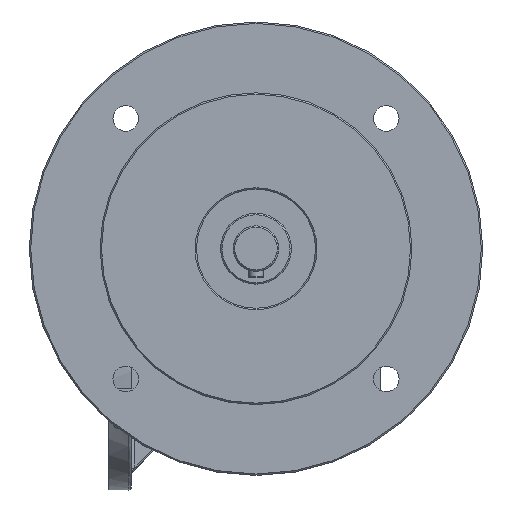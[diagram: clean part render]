
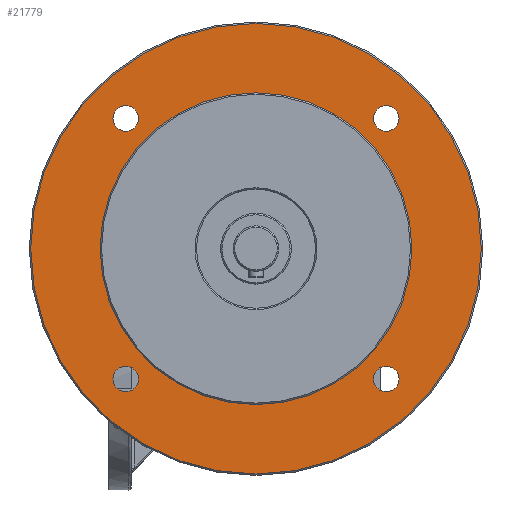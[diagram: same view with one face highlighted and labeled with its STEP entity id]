
A CAD part, top view. The second image highlights one B-rep face of the part: STEP entity #21779.
In plain terms, the highlighted free-form (B-spline) face has degree [1, 1] with [2, 2] control points.
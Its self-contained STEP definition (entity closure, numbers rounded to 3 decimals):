
#21693=CARTESIAN_POINT('',(52.,-39.5,75.));
#21694=VERTEX_POINT('',#21693);
#21695=CARTESIAN_POINT('',(52.0,40.,75.));
#21696=DIRECTION('',(0.0,0.0,1.0));
#21697=DIRECTION('',(0.0,1.0,0.0));
#21698=AXIS2_PLACEMENT_3D('',#21695,#21696,#21697);
#21699=CIRCLE('',#21698,79.5);
#21700=EDGE_CURVE('',#21694,#21694,#21699,.T.);
#21716=CARTESIAN_POINT('',(131.5,119.5,75.));
#21717=CARTESIAN_POINT('',(-27.5,119.5,75.));
#21718=CARTESIAN_POINT('',(131.5,-39.5,75.));
#21719=CARTESIAN_POINT('',(-27.5,-39.5,75.));
#21720=B_SPLINE_SURFACE_WITH_KNOTS('',1,1,((#21716,#21718),(#21717,#21719)),.UNSPECIFIED.,.F.,.F.,.U.,(2,2),(2,2),(0.0,159.0),(0.0,159.0),.UNSPECIFIED.);
#21721=ORIENTED_EDGE('',*,*,#21700,.T.);
#21722=EDGE_LOOP('',(#21721));
#21723=FACE_OUTER_BOUND('',#21722,.T.);
#21724=CARTESIAN_POINT('',(52.0,-15.,75.0));
#21725=VERTEX_POINT('',#21724);
#21726=CARTESIAN_POINT('',(52.0,40.,75.));
#21727=DIRECTION('',(0.0,0.0,1.0));
#21728=DIRECTION('',(0.0,-1.0,0.0));
#21729=AXIS2_PLACEMENT_3D('',#21726,#21727,#21728);
#21730=CIRCLE('',#21729,55.);
#21731=EDGE_CURVE('',#21725,#21725,#21730,.T.);
#21732=ORIENTED_EDGE('',*,*,#21731,.F.);
#21733=EDGE_LOOP('',(#21732));
#21734=FACE_BOUND('',#21733,.T.);
#21735=CARTESIAN_POINT('',(93.462,85.962,75.0));
#21736=VERTEX_POINT('',#21735);
#21737=CARTESIAN_POINT('',(97.962,85.962,75.0));
#21738=DIRECTION('',(0.0,0.0,1.0));
#21739=DIRECTION('',(-1.0,0.0,0.0));
#21740=AXIS2_PLACEMENT_3D('',#21737,#21738,#21739);
#21741=CIRCLE('',#21740,4.5);
#21742=EDGE_CURVE('',#21736,#21736,#21741,.T.);
#21743=ORIENTED_EDGE('',*,*,#21742,.F.);
#21744=EDGE_LOOP('',(#21743));
#21745=FACE_BOUND('',#21744,.T.);
#21746=CARTESIAN_POINT('',(1.538,-5.962,75.));
#21747=VERTEX_POINT('',#21746);
#21748=CARTESIAN_POINT('',(6.038,-5.962,75.));
#21749=DIRECTION('',(0.0,0.0,1.0));
#21750=DIRECTION('',(-1.0,0.0,0.0));
#21751=AXIS2_PLACEMENT_3D('',#21748,#21749,#21750);
#21752=CIRCLE('',#21751,4.5);
#21753=EDGE_CURVE('',#21747,#21747,#21752,.T.);
#21754=ORIENTED_EDGE('',*,*,#21753,.F.);
#21755=EDGE_LOOP('',(#21754));
#21756=FACE_BOUND('',#21755,.T.);
#21757=CARTESIAN_POINT('',(1.538,85.962,75.0));
#21758=VERTEX_POINT('',#21757);
#21759=CARTESIAN_POINT('',(6.038,85.962,75.0));
#21760=DIRECTION('',(0.0,0.0,1.0));
#21761=DIRECTION('',(-1.0,0.0,0.0));
#21762=AXIS2_PLACEMENT_3D('',#21759,#21760,#21761);
#21763=CIRCLE('',#21762,4.5);
#21764=EDGE_CURVE('',#21758,#21758,#21763,.T.);
#21765=ORIENTED_EDGE('',*,*,#21764,.F.);
#21766=EDGE_LOOP('',(#21765));
#21767=FACE_BOUND('',#21766,.T.);
#21768=CARTESIAN_POINT('',(93.462,-5.962,75.));
#21769=VERTEX_POINT('',#21768);
#21770=CARTESIAN_POINT('',(97.962,-5.962,75.));
#21771=DIRECTION('',(0.0,0.0,1.0));
#21772=DIRECTION('',(-1.0,0.0,0.0));
#21773=AXIS2_PLACEMENT_3D('',#21770,#21771,#21772);
#21774=CIRCLE('',#21773,4.5);
#21775=EDGE_CURVE('',#21769,#21769,#21774,.T.);
#21776=ORIENTED_EDGE('',*,*,#21775,.F.);
#21777=EDGE_LOOP('',(#21776));
#21778=FACE_BOUND('',#21777,.T.);
#21779=ADVANCED_FACE('',(#21723,#21734,#21745,#21756,#21767,#21778),#21720,.T.);
